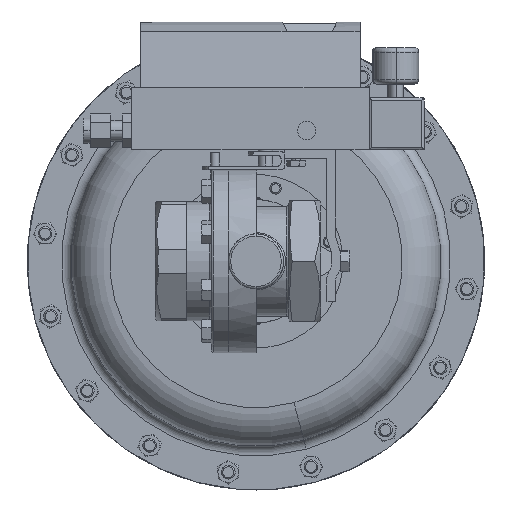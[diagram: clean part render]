
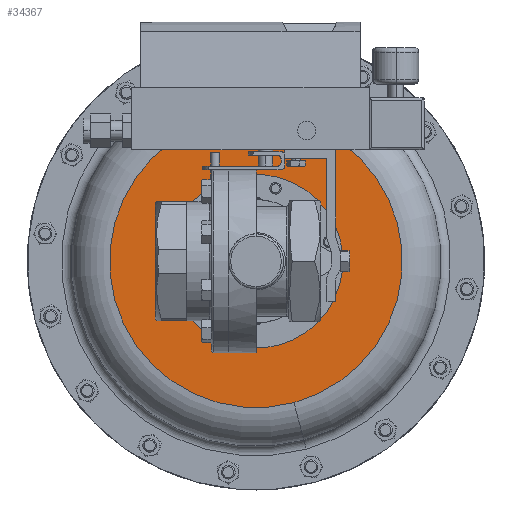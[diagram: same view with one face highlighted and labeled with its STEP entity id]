
A CAD part, front view. The second image highlights one B-rep face of the part: STEP entity #34367.
In plain terms, the highlighted planar face has unit normal (0, -1, 0).
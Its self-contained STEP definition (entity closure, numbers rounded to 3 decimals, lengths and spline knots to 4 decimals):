
#301 = EDGE_CURVE ( 'NONE', #18766, #5635, #1452, .T. ) ;
#902 = PLANE ( 'NONE',  #34749 ) ;
#1452 = CIRCLE ( 'NONE', #23508, 2.375 ) ;
#1632 = CARTESIAN_POINT ( 'NONE',  ( 0., 7.0925, 0. ) ) ;
#2417 = DIRECTION ( 'NONE',  ( -0.707, 0., -0.707 ) ) ;
#5635 = VERTEX_POINT ( 'NONE', #28866 ) ;
#5954 = EDGE_CURVE ( 'NONE', #34343, #21938, #43518, .T. ) ;
#8441 = DIRECTION ( 'NONE',  ( 0., -1., 0. ) ) ;
#15134 = CARTESIAN_POINT ( 'NONE',  ( 0., 7.0925, 0. ) ) ;
#15203 = ORIENTED_EDGE ( 'NONE', *, *, #301, .T. ) ;
#16193 = DIRECTION ( 'NONE',  ( 0., 1., 0. ) ) ;
#18766 = VERTEX_POINT ( 'NONE', #32591 ) ;
#18965 = DIRECTION ( 'NONE',  ( 0.259, 0., -0.966 ) ) ;
#20063 = CARTESIAN_POINT ( 'NONE',  ( 0., 7.0925, 0. ) ) ;
#21938 = VERTEX_POINT ( 'NONE', #29043 ) ;
#23508 = AXIS2_PLACEMENT_3D ( 'NONE', #1632, #41702, #2417 ) ;
#24050 = DIRECTION ( 'NONE',  ( -0.707, 0., -0.707 ) ) ;
#24178 = CIRCLE ( 'NONE', #24201, 2.375 ) ;
#24201 = AXIS2_PLACEMENT_3D ( 'NONE', #20063, #46893, #24050 ) ;
#28709 = CIRCLE ( 'NONE', #42905, 4. ) ;
#28866 = CARTESIAN_POINT ( 'NONE',  ( -1.6794, 7.0925, -1.6794 ) ) ;
#29043 = CARTESIAN_POINT ( 'NONE',  ( -1.0353, 7.0925, 3.8637 ) ) ;
#29169 = EDGE_CURVE ( 'NONE', #21938, #34343, #28709, .T. ) ;
#30904 = ORIENTED_EDGE ( 'NONE', *, *, #29169, .F. ) ;
#32591 = CARTESIAN_POINT ( 'NONE',  ( 1.6794, 7.0925, 1.6794 ) ) ;
#33531 = ORIENTED_EDGE ( 'NONE', *, *, #35503, .T. ) ;
#34343 = VERTEX_POINT ( 'NONE', #38949 ) ;
#34367 = ADVANCED_FACE ( 'NONE', ( #48727, #37453 ), #902, .T. ) ;
#34749 = AXIS2_PLACEMENT_3D ( 'NONE', #46565, #8441, #35252 ) ;
#35252 = DIRECTION ( 'NONE',  ( -0.259, 0., 0.966 ) ) ;
#35503 = EDGE_CURVE ( 'NONE', #5635, #18766, #24178, .T. ) ;
#36926 = EDGE_LOOP ( 'NONE', ( #37873, #30904 ) ) ;
#37453 = FACE_BOUND ( 'NONE', #39968, .T. ) ;
#37873 = ORIENTED_EDGE ( 'NONE', *, *, #5954, .F. ) ;
#37983 = AXIS2_PLACEMENT_3D ( 'NONE', #15134, #41992, #18965 ) ;
#38949 = CARTESIAN_POINT ( 'NONE',  ( 1.0353, 7.0925, -3.8637 ) ) ;
#39264 = CARTESIAN_POINT ( 'NONE',  ( 0., 7.0925, 0. ) ) ;
#39968 = EDGE_LOOP ( 'NONE', ( #15203, #33531 ) ) ;
#41702 = DIRECTION ( 'NONE',  ( 0., 1., 0. ) ) ;
#41992 = DIRECTION ( 'NONE',  ( 0., 1., 0. ) ) ;
#42905 = AXIS2_PLACEMENT_3D ( 'NONE', #39264, #16193, #43048 ) ;
#43048 = DIRECTION ( 'NONE',  ( 0.259, 0., -0.966 ) ) ;
#43518 = CIRCLE ( 'NONE', #37983, 4. ) ;
#46565 = CARTESIAN_POINT ( 'NONE',  ( -3.8637, 7.0925, -1.0353 ) ) ;
#46893 = DIRECTION ( 'NONE',  ( 0., 1., 0. ) ) ;
#48727 = FACE_OUTER_BOUND ( 'NONE', #36926, .T. ) ;
